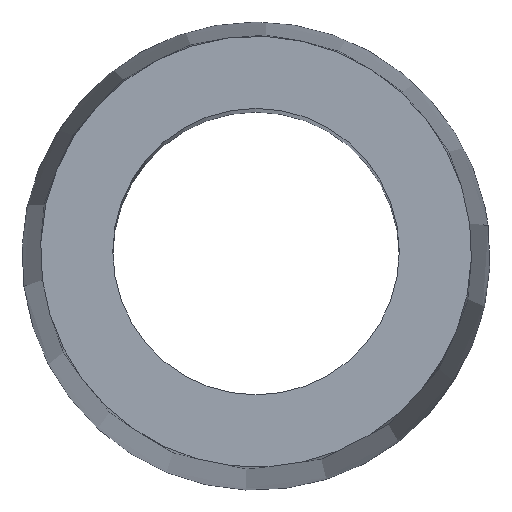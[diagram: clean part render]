
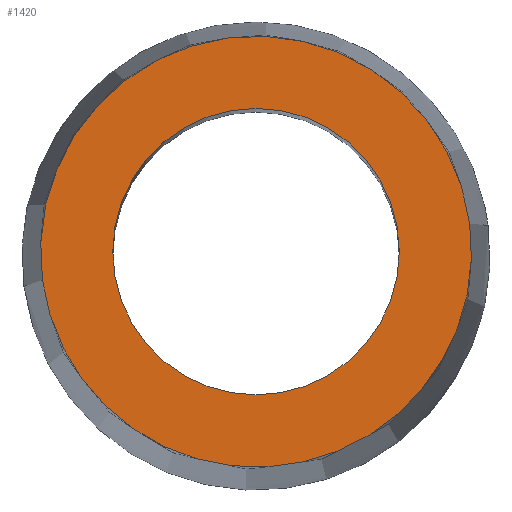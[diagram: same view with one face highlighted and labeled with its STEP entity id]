
A CAD part, top view. The second image highlights one B-rep face of the part: STEP entity #1420.
In plain terms, the highlighted face is planar.
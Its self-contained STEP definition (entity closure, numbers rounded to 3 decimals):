
#1030=CARTESIAN_POINT('',(48.987,93.297,
-0.442));
#1040=DIRECTION('',(0.,1.,0.));
#1050=DIRECTION('',(0.924,0.,
-0.383));
#1060=AXIS2_PLACEMENT_3D('',#1030,#1040,#1050);
#1070=PLANE('',#1060);
#1080=CARTESIAN_POINT('',(47.918,93.297,0.));
#1090=DIRECTION('',(0.,-1.,0.));
#1100=DIRECTION('',(1.,0.,0.));
#1110=AXIS2_PLACEMENT_3D('',#1080,#1090,#1100);
#1120=CIRCLE('',#1110,1.538);
#1130=CARTESIAN_POINT('',(49.456,93.297,
0.));
#1140=VERTEX_POINT('',#1130);
#1150=CARTESIAN_POINT('',(46.381,93.297,
0.));
#1160=VERTEX_POINT('',#1150);
#1170=EDGE_CURVE('',#1140,#1160,#1120,.T.);
#1180=ORIENTED_EDGE('',*,*,#1170,.T.);
#1190=EDGE_CURVE('',#1160,#1140,#1120,.T.);
#1200=ORIENTED_EDGE('',*,*,#1190,.T.);
#1210=EDGE_LOOP('',(#1200,#1180));
#1220=FACE_BOUND('',#1210,.T.);
#1230=CARTESIAN_POINT('',(47.918,93.297,
0.));
#1240=DIRECTION('',(0.,-1.,0.));
#1250=DIRECTION('',(0.609,0.,
0.793));
#1260=AXIS2_PLACEMENT_3D('',#1230,#1240,#1250);
#1270=CIRCLE('',#1260,2.313);
#1280=CARTESIAN_POINT('',(48.793,93.297,
2.141));
#1290=VERTEX_POINT('',#1280);
#1300=CARTESIAN_POINT('',(45.626,93.297,
0.302));
#1310=VERTEX_POINT('',#1300);
#1320=EDGE_CURVE('',#1290,#1310,#1270,.T.);
#1330=ORIENTED_EDGE('',*,*,#1320,.F.);
#1340=CARTESIAN_POINT('',(50.211,93.297,
-0.302));
#1350=VERTEX_POINT('',#1340);
#1360=EDGE_CURVE('',#1310,#1350,#1270,.T.);
#1370=ORIENTED_EDGE('',*,*,#1360,.F.);
#1380=EDGE_CURVE('',#1350,#1290,#1270,.T.);
#1390=ORIENTED_EDGE('',*,*,#1380,.F.);
#1400=EDGE_LOOP('',(#1390,#1370,#1330));
#1410=FACE_OUTER_BOUND('',#1400,.T.);
#1420=ADVANCED_FACE('',(#1220,#1410),#1070,.T.);
